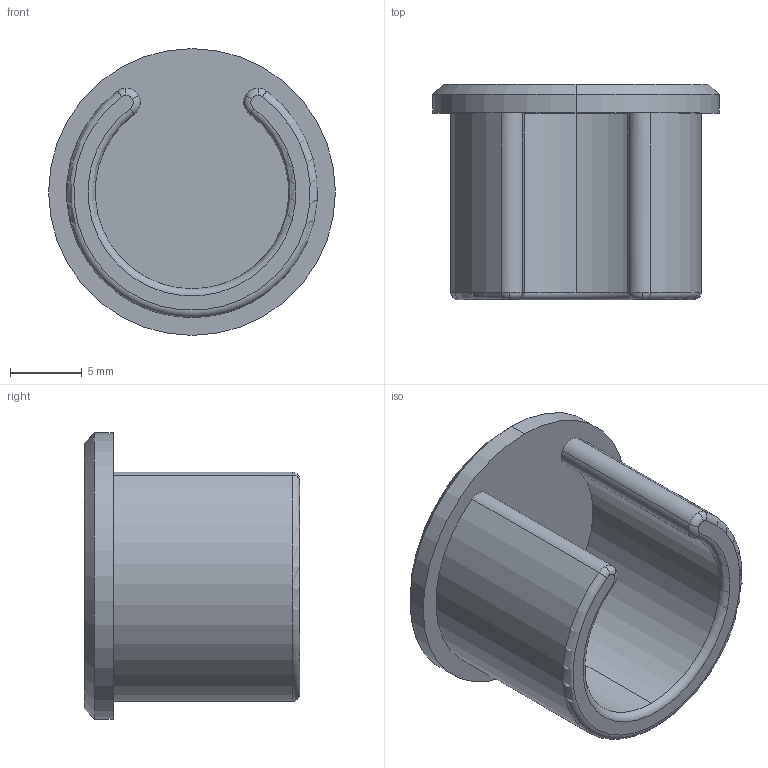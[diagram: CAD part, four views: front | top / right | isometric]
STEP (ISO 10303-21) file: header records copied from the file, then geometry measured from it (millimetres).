
FILE_DESCRIPTION (( 'STEP AP203' ), '1' );
FILE_NAME ('3D_GN6512_20x1.25_188735010.STEP', '2024-10-22T10:19:28', ( '' ), ( '' ), 'SwSTEP 2.0', 'SolidWorks 2023', '' );
FILE_SCHEMA (( 'CONFIG_CONTROL_DESIGN' ));
Length unit declared in the file: millimetre
Products named in the file (1): 3D_GN6512_20x1.25_188735010
Bounding box: 20 x 15 x 20 mm (x, y, z)
Volume: 1658.3 mm3; surface area: 1799.9 mm2
Topology: 1 solids, 1 shells, 23 faces, 52 edges, 32 vertices
Faces by surface type: cylinder 10, torus 8, plane 3, cone 2
Entity records: 739 total; most frequent: DIRECTION 140, CARTESIAN_POINT 108, ORIENTED_EDGE 104, AXIS2_PLACEMENT_3D 64, EDGE_CURVE 52, CIRCLE 40, VERTEX_POINT 32, EDGE_LOOP 24
